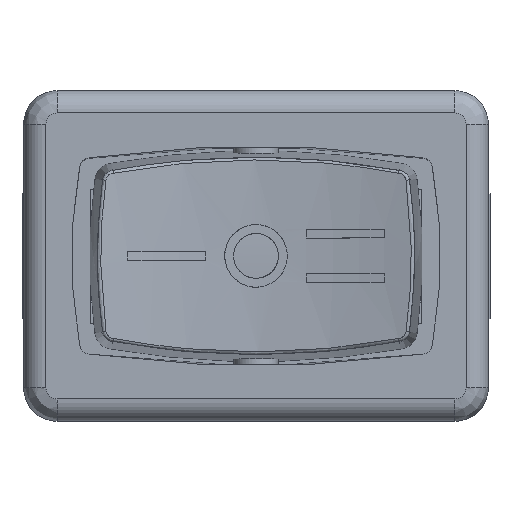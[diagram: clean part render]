
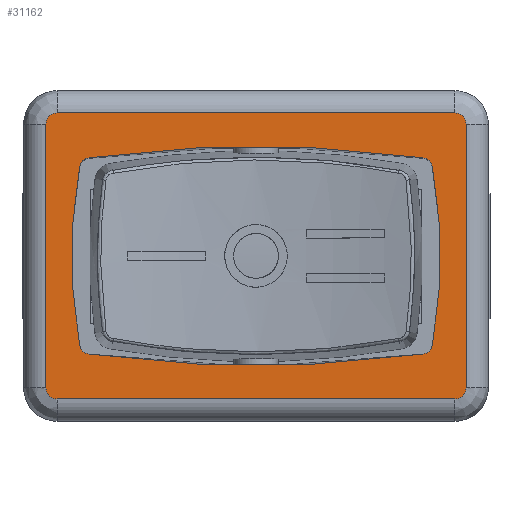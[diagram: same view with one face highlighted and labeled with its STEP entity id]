
A CAD part, top view. The second image highlights one B-rep face of the part: STEP entity #31162.
In plain terms, the highlighted planar face has unit normal (0, 0, 1).
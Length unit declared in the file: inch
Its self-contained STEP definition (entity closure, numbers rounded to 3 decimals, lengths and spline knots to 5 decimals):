
#30314=CARTESIAN_POINT('',(0.29401,0.17305,0.62992));
#30315=VERTEX_POINT('',#30314);
#30322=CARTESIAN_POINT('',(-0.29401,0.17305,0.62992));
#30323=VERTEX_POINT('',#30322);
#30324=CARTESIAN_POINT('',(0.,-1.97226,0.62992));
#30325=DIRECTION('',(0.0,0.0,-1.0));
#30326=DIRECTION('',(-0.136,-0.991,0.0));
#30327=AXIS2_PLACEMENT_3D('',#30324,#30325,#30326);
#30328=CIRCLE('',#30327,2.16535);
#30329=EDGE_CURVE('',#30323,#30315,#30328,.T.);
#30361=CARTESIAN_POINT('',(-0.3107,0.15711,0.62992));
#30362=VERTEX_POINT('',#30361);
#30363=CARTESIAN_POINT('',(-0.29134,0.15354,0.62992));
#30364=DIRECTION('',(0.0,0.0,-1.0));
#30365=DIRECTION('',(0.136,-0.991,0.0));
#30366=AXIS2_PLACEMENT_3D('',#30363,#30364,#30365);
#30367=CIRCLE('',#30366,0.01969);
#30368=EDGE_CURVE('',#30362,#30323,#30367,.T.);
#30394=CARTESIAN_POINT('',(-0.3107,-0.15711,0.62992));
#30395=VERTEX_POINT('',#30394);
#30396=CARTESIAN_POINT('',(0.54108,0.,0.62992));
#30397=DIRECTION('',(0.0,0.0,-1.0));
#30398=DIRECTION('',(0.983,-0.181,0.0));
#30399=AXIS2_PLACEMENT_3D('',#30396,#30397,#30398);
#30400=CIRCLE('',#30399,0.86614);
#30401=EDGE_CURVE('',#30395,#30362,#30400,.T.);
#30427=CARTESIAN_POINT('',(-0.29401,-0.17305,0.62992));
#30428=VERTEX_POINT('',#30427);
#30429=CARTESIAN_POINT('',(-0.29134,-0.15354,0.62992));
#30430=DIRECTION('',(0.0,0.0,-1.0));
#30431=DIRECTION('',(0.983,0.181,0.0));
#30432=AXIS2_PLACEMENT_3D('',#30429,#30430,#30431);
#30433=CIRCLE('',#30432,0.01969);
#30434=EDGE_CURVE('',#30428,#30395,#30433,.T.);
#30460=CARTESIAN_POINT('',(0.29401,-0.17305,0.62992));
#30461=VERTEX_POINT('',#30460);
#30462=CARTESIAN_POINT('',(0.,1.97226,0.62992));
#30463=DIRECTION('',(0.0,0.0,-1.0));
#30464=DIRECTION('',(0.136,0.991,0.0));
#30465=AXIS2_PLACEMENT_3D('',#30462,#30463,#30464);
#30466=CIRCLE('',#30465,2.16535);
#30467=EDGE_CURVE('',#30461,#30428,#30466,.T.);
#30499=CARTESIAN_POINT('',(0.3107,-0.15711,0.62992));
#30500=VERTEX_POINT('',#30499);
#30501=CARTESIAN_POINT('',(0.29134,-0.15354,0.62992));
#30502=DIRECTION('',(0.0,0.0,-1.0));
#30503=DIRECTION('',(-0.136,0.991,0.0));
#30504=AXIS2_PLACEMENT_3D('',#30501,#30502,#30503);
#30505=CIRCLE('',#30504,0.01969);
#30506=EDGE_CURVE('',#30500,#30461,#30505,.T.);
#30532=CARTESIAN_POINT('',(0.3107,0.15711,0.62992));
#30533=VERTEX_POINT('',#30532);
#30534=CARTESIAN_POINT('',(-0.54108,0.,0.62992));
#30535=DIRECTION('',(0.0,0.0,-1.0));
#30536=DIRECTION('',(-0.983,0.181,0.0));
#30537=AXIS2_PLACEMENT_3D('',#30534,#30535,#30536);
#30538=CIRCLE('',#30537,0.86614);
#30539=EDGE_CURVE('',#30533,#30500,#30538,.T.);
#30563=CARTESIAN_POINT('',(0.29134,0.15354,0.62992));
#30564=DIRECTION('',(0.0,0.0,-1.0));
#30565=DIRECTION('',(-0.983,-0.181,0.0));
#30566=AXIS2_PLACEMENT_3D('',#30563,#30564,#30565);
#30567=CIRCLE('',#30566,0.01969);
#30568=EDGE_CURVE('',#30315,#30533,#30567,.T.);
#30615=CARTESIAN_POINT('',(-0.37008,-0.23228,0.62992));
#30616=VERTEX_POINT('',#30615);
#30624=CARTESIAN_POINT('',(-0.37008,0.23228,0.62992));
#30625=VERTEX_POINT('',#30624);
#30626=CARTESIAN_POINT('',(-0.37008,-0.23228,0.62992));
#30627=DIRECTION('',(0.0,1.0,0.0));
#30628=VECTOR('',#30627,0.46457);
#30629=LINE('',#30626,#30628);
#30630=EDGE_CURVE('',#30616,#30625,#30629,.T.);
#30705=CARTESIAN_POINT('',(-0.35039,-0.25197,0.62992));
#30706=VERTEX_POINT('',#30705);
#30714=CARTESIAN_POINT('',(-0.35039,-0.23228,0.62992));
#30715=DIRECTION('',(0.0,0.0,-1.0));
#30716=DIRECTION('',(-0.707,-0.707,0.0));
#30717=AXIS2_PLACEMENT_3D('',#30714,#30715,#30716);
#30718=CIRCLE('',#30717,0.01969);
#30719=EDGE_CURVE('',#30706,#30616,#30718,.T.);
#30785=CARTESIAN_POINT('',(-0.35039,0.25197,0.62992));
#30786=VERTEX_POINT('',#30785);
#30804=CARTESIAN_POINT('',(-0.35039,0.23228,0.62992));
#30805=DIRECTION('',(0.0,0.0,-1.0));
#30806=DIRECTION('',(-0.707,0.707,0.0));
#30807=AXIS2_PLACEMENT_3D('',#30804,#30805,#30806);
#30808=CIRCLE('',#30807,0.01969);
#30809=EDGE_CURVE('',#30625,#30786,#30808,.T.);
#30821=CARTESIAN_POINT('',(0.35039,-0.25197,0.62992));
#30822=VERTEX_POINT('',#30821);
#30830=CARTESIAN_POINT('',(0.35039,-0.25197,0.62992));
#30831=DIRECTION('',(-1.0,0.0,0.0));
#30832=VECTOR('',#30831,0.70079);
#30833=LINE('',#30830,#30832);
#30834=EDGE_CURVE('',#30822,#30706,#30833,.T.);
#30851=CARTESIAN_POINT('',(0.35039,0.25197,0.62992));
#30852=VERTEX_POINT('',#30851);
#30869=CARTESIAN_POINT('',(-0.35039,0.25197,0.62992));
#30870=DIRECTION('',(1.0,0.0,0.0));
#30871=VECTOR('',#30870,0.70079);
#30872=LINE('',#30869,#30871);
#30873=EDGE_CURVE('',#30786,#30852,#30872,.T.);
#30933=CARTESIAN_POINT('',(0.37008,-0.23228,0.62992));
#30934=VERTEX_POINT('',#30933);
#30942=CARTESIAN_POINT('',(0.35039,-0.23228,0.62992));
#30943=DIRECTION('',(0.0,0.0,-1.0));
#30944=DIRECTION('',(0.707,-0.707,0.0));
#30945=AXIS2_PLACEMENT_3D('',#30942,#30943,#30944);
#30946=CIRCLE('',#30945,0.01969);
#30947=EDGE_CURVE('',#30934,#30822,#30946,.T.);
#31013=CARTESIAN_POINT('',(0.37008,0.23228,0.62992));
#31014=VERTEX_POINT('',#31013);
#31032=CARTESIAN_POINT('',(0.35039,0.23228,0.62992));
#31033=DIRECTION('',(0.0,0.0,-1.0));
#31034=DIRECTION('',(0.707,0.707,0.0));
#31035=AXIS2_PLACEMENT_3D('',#31032,#31033,#31034);
#31036=CIRCLE('',#31035,0.01969);
#31037=EDGE_CURVE('',#30852,#31014,#31036,.T.);
#31055=CARTESIAN_POINT('',(0.37008,0.23228,0.62992));
#31056=DIRECTION('',(0.0,-1.0,0.0));
#31057=VECTOR('',#31056,0.46457);
#31058=LINE('',#31055,#31057);
#31059=EDGE_CURVE('',#31014,#30934,#31058,.T.);
#31137=CARTESIAN_POINT('',(-0.40709,-0.27717,0.62992));
#31138=DIRECTION('',(0.0,0.0,1.0));
#31139=DIRECTION('',(1.0,0.0,0.0));
#31140=AXIS2_PLACEMENT_3D('',#31137,#31138,#31139);
#31141=PLANE('',#31140);
#31142=ORIENTED_EDGE('',*,*,#30630,.F.);
#31143=ORIENTED_EDGE('',*,*,#30719,.F.);
#31144=ORIENTED_EDGE('',*,*,#30834,.F.);
#31145=ORIENTED_EDGE('',*,*,#30947,.F.);
#31146=ORIENTED_EDGE('',*,*,#31059,.F.);
#31147=ORIENTED_EDGE('',*,*,#31037,.F.);
#31148=ORIENTED_EDGE('',*,*,#30873,.F.);
#31149=ORIENTED_EDGE('',*,*,#30809,.F.);
#31150=EDGE_LOOP('',(#31142,#31143,#31144,#31145,#31146,#31147,#31148,#31149));
#31151=FACE_OUTER_BOUND('',#31150,.T.);
#31152=ORIENTED_EDGE('',*,*,#30329,.T.);
#31153=ORIENTED_EDGE('',*,*,#30568,.T.);
#31154=ORIENTED_EDGE('',*,*,#30539,.T.);
#31155=ORIENTED_EDGE('',*,*,#30506,.T.);
#31156=ORIENTED_EDGE('',*,*,#30467,.T.);
#31157=ORIENTED_EDGE('',*,*,#30434,.T.);
#31158=ORIENTED_EDGE('',*,*,#30401,.T.);
#31159=ORIENTED_EDGE('',*,*,#30368,.T.);
#31160=EDGE_LOOP('',(#31152,#31153,#31154,#31155,#31156,#31157,#31158,#31159));
#31161=FACE_BOUND('',#31160,.T.);
#31162=ADVANCED_FACE('',(#31151,#31161),#31141,.T.);
